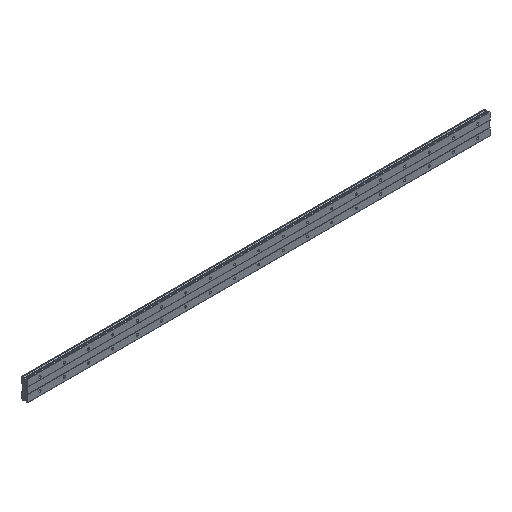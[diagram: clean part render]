
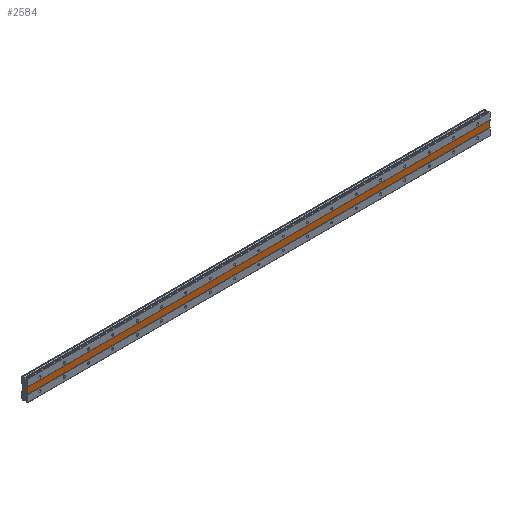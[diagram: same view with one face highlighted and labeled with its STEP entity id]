
A CAD part, isometric view. The second image highlights one B-rep face of the part: STEP entity #2584.
In plain terms, the highlighted planar face has unit normal (0, -1, 0).
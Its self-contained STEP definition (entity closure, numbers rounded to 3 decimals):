
#59 = LINE ( 'NONE', #722, #6231 ) ;
#290 = VECTOR ( 'NONE', #3660, 1000. ) ;
#591 = VERTEX_POINT ( 'NONE', #1476 ) ;
#722 = CARTESIAN_POINT ( 'NONE',  ( -40., 1., 34.482 ) ) ;
#850 = CARTESIAN_POINT ( 'NONE',  ( 1480., 1., 10. ) ) ;
#898 = DIRECTION ( 'NONE',  ( 0., 0., 1. ) ) ;
#1141 = ORIENTED_EDGE ( 'NONE', *, *, #2677, .F. ) ;
#1476 = CARTESIAN_POINT ( 'NONE',  ( 1480., 1., -10. ) ) ;
#1512 = DIRECTION ( 'NONE',  ( 0., 0., -1. ) ) ;
#1708 = DIRECTION ( 'NONE',  ( 0., 0., -1. ) ) ;
#2137 = LINE ( 'NONE', #3130, #4885 ) ;
#2345 = VERTEX_POINT ( 'NONE', #3238 ) ;
#2584 = ADVANCED_FACE ( 'NONE', ( #5067 ), #3437, .F. ) ;
#2677 = EDGE_CURVE ( 'NONE', #3022, #591, #2137, .T. ) ;
#2689 = ORIENTED_EDGE ( 'NONE', *, *, #2705, .T. ) ;
#2705 = EDGE_CURVE ( 'NONE', #3022, #6436, #6926, .T. ) ;
#3022 = VERTEX_POINT ( 'NONE', #6688 ) ;
#3130 = CARTESIAN_POINT ( 'NONE',  ( 1480., 1., 34.482 ) ) ;
#3143 = DIRECTION ( 'NONE',  ( -1., 0., 0. ) ) ;
#3238 = CARTESIAN_POINT ( 'NONE',  ( -40., 1., -10. ) ) ;
#3294 = ORIENTED_EDGE ( 'NONE', *, *, #6599, .T. ) ;
#3427 = CARTESIAN_POINT ( 'NONE',  ( -40., 1., 10. ) ) ;
#3437 = PLANE ( 'NONE',  #6357 ) ;
#3660 = DIRECTION ( 'NONE',  ( -1., 0., 0. ) ) ;
#4644 = CARTESIAN_POINT ( 'NONE',  ( 1480., 1., -10. ) ) ;
#4706 = CARTESIAN_POINT ( 'NONE',  ( 1480., 1., 10. ) ) ;
#4713 = EDGE_LOOP ( 'NONE', ( #5550, #1141, #2689, #3294 ) ) ;
#4716 = LINE ( 'NONE', #4644, #5000 ) ;
#4885 = VECTOR ( 'NONE', #1512, 1000. ) ;
#5000 = VECTOR ( 'NONE', #3143, 1000. ) ;
#5067 = FACE_OUTER_BOUND ( 'NONE', #4713, .T. ) ;
#5550 = ORIENTED_EDGE ( 'NONE', *, *, #6764, .F. ) ;
#5708 = DIRECTION ( 'NONE',  ( 0., 1., 0. ) ) ;
#6231 = VECTOR ( 'NONE', #1708, 1000. ) ;
#6357 = AXIS2_PLACEMENT_3D ( 'NONE', #850, #5708, #898 ) ;
#6436 = VERTEX_POINT ( 'NONE', #3427 ) ;
#6599 = EDGE_CURVE ( 'NONE', #6436, #2345, #59, .T. ) ;
#6688 = CARTESIAN_POINT ( 'NONE',  ( 1480., 1., 10. ) ) ;
#6764 = EDGE_CURVE ( 'NONE', #591, #2345, #4716, .T. ) ;
#6926 = LINE ( 'NONE', #4706, #290 ) ;
